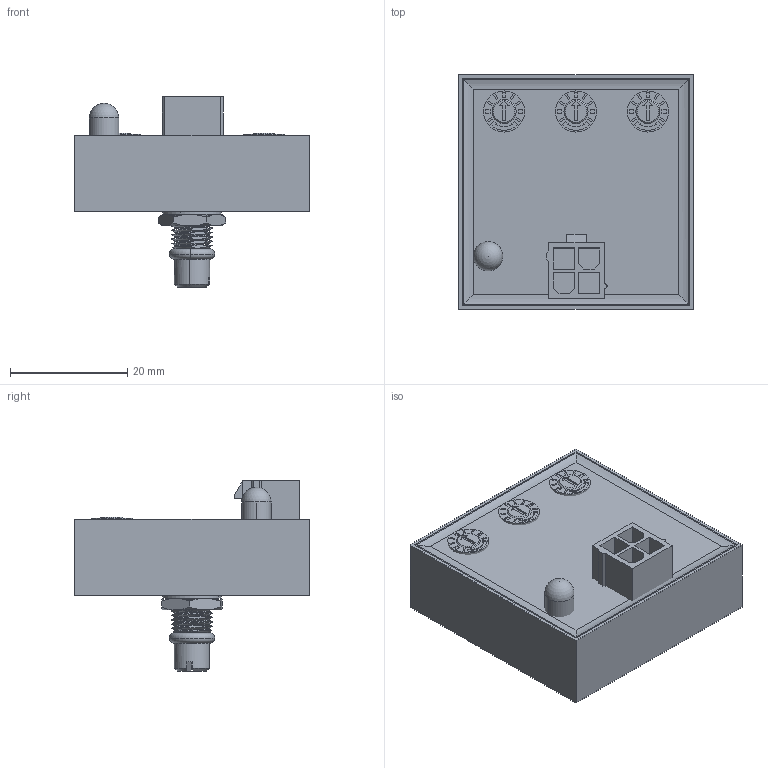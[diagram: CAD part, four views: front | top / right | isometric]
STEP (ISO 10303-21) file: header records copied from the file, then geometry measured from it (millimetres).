
FILE_DESCRIPTION (( 'STEP AP214' ), '1' );
FILE_NAME ('NEAD0401.STEP', '2014-10-01T15:01:21', ( 'PC440' ), ( 'Microsoft' ), 'SwSTEP 2.0', 'SolidWorks 2013', '' );
FILE_SCHEMA (( 'AUTOMOTIVE_DESIGN' ));
Length unit declared in the file: millimetre
Products named in the file (1): NEAD0401
Bounding box: 40 x 40 x 32.44 mm (x, y, z)
Surface area: 7474.3 mm2 (no closed solid volume)
Topology: 0 solids, 13 shells, 327 faces, 940 edges, 657 vertices
Faces by surface type: plane 260, cylinder 38, cone 19, bspline 4, torus 4, sphere 2
Entity records: 16448 total; most frequent: CARTESIAN_POINT 4647, ORIENTED_EDGE 1665, DIRECTION 1543, EDGE_CURVE 935, LINE 689, VECTOR 689, VERTEX_POINT 654, AXIS2_PLACEMENT_3D 427
